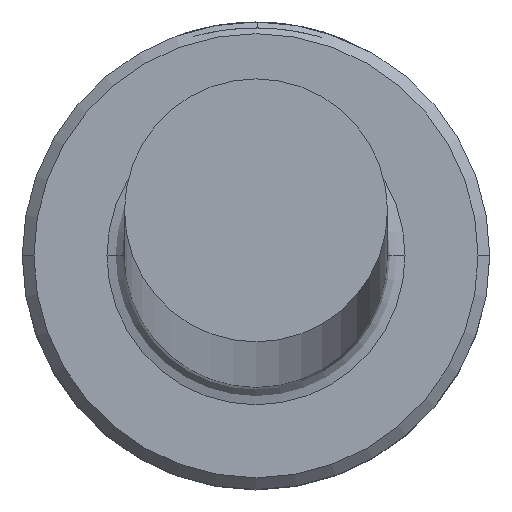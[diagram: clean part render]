
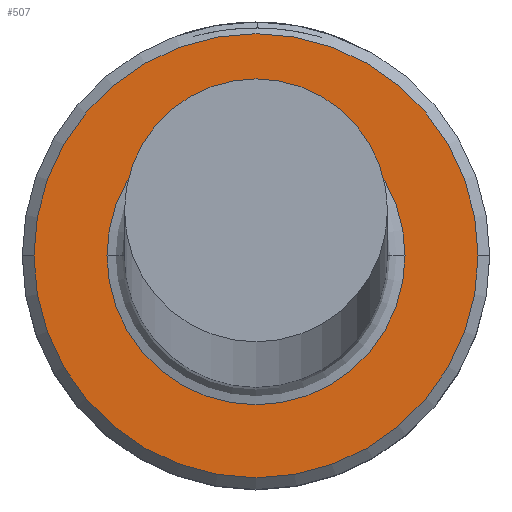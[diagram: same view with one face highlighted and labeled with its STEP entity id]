
A CAD part, top view. The second image highlights one B-rep face of the part: STEP entity #507.
In plain terms, the highlighted planar face has unit normal (0, 0, 1).
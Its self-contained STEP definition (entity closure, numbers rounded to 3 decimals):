
#1 = ORIENTED_EDGE ( 'NONE', *, *, #1044, .T. ) ;
#5 = CARTESIAN_POINT ( 'NONE',  ( 0., 0., 5. ) ) ;
#28 = ORIENTED_EDGE ( 'NONE', *, *, #903, .T. ) ;
#59 = EDGE_LOOP ( 'NONE', ( #1, #28 ) ) ;
#79 = CARTESIAN_POINT ( 'NONE',  ( -2.55, 0., 5. ) ) ;
#92 = EDGE_CURVE ( 'NONE', #557, #103, #1096, .T. ) ;
#103 = VERTEX_POINT ( 'NONE', #79 ) ;
#132 = CARTESIAN_POINT ( 'NONE',  ( 0., 0., 5. ) ) ;
#189 = CARTESIAN_POINT ( 'NONE',  ( 3.8, 0., 5. ) ) ;
#201 = EDGE_CURVE ( 'NONE', #103, #557, #876, .T. ) ;
#206 = DIRECTION ( 'NONE',  ( 0., 0., 1. ) ) ;
#229 = DIRECTION ( 'NONE',  ( 1., 0., 0. ) ) ;
#233 = ORIENTED_EDGE ( 'NONE', *, *, #92, .T. ) ;
#270 = CIRCLE ( 'NONE', #995, 3.8 ) ;
#289 = AXIS2_PLACEMENT_3D ( 'NONE', #842, #307, #925 ) ;
#294 = DIRECTION ( 'NONE',  ( 0., 0., -1. ) ) ;
#307 = DIRECTION ( 'NONE',  ( 0., 0., -1. ) ) ;
#332 = FACE_BOUND ( 'NONE', #779, .T. ) ;
#362 = CIRCLE ( 'NONE', #456, 3.8 ) ;
#366 = VERTEX_POINT ( 'NONE', #189 ) ;
#400 = ORIENTED_EDGE ( 'NONE', *, *, #201, .T. ) ;
#416 = DIRECTION ( 'NONE',  ( 0., 0., 1. ) ) ;
#456 = AXIS2_PLACEMENT_3D ( 'NONE', #132, #747, #229 ) ;
#481 = CARTESIAN_POINT ( 'NONE',  ( 0., 0., 5. ) ) ;
#507 = ADVANCED_FACE ( 'NONE', ( #821, #332 ), #730, .T. ) ;
#543 = DIRECTION ( 'NONE',  ( -1., 0., 0. ) ) ;
#557 = VERTEX_POINT ( 'NONE', #731 ) ;
#572 = CARTESIAN_POINT ( 'NONE',  ( -3.8, 0., 5. ) ) ;
#633 = AXIS2_PLACEMENT_3D ( 'NONE', #5, #206, #817 ) ;
#730 = PLANE ( 'NONE',  #633 ) ;
#731 = CARTESIAN_POINT ( 'NONE',  ( 2.55, 0., 5. ) ) ;
#747 = DIRECTION ( 'NONE',  ( 0., 0., 1. ) ) ;
#779 = EDGE_LOOP ( 'NONE', ( #400, #233 ) ) ;
#817 = DIRECTION ( 'NONE',  ( 1., 0., 0. ) ) ;
#821 = FACE_OUTER_BOUND ( 'NONE', #59, .T. ) ;
#839 = VERTEX_POINT ( 'NONE', #572 ) ;
#842 = CARTESIAN_POINT ( 'NONE',  ( 0., 0., 5. ) ) ;
#876 = CIRCLE ( 'NONE', #289, 2.55 ) ;
#903 = EDGE_CURVE ( 'NONE', #366, #839, #270, .T. ) ;
#925 = DIRECTION ( 'NONE',  ( -1., 0., 0. ) ) ;
#938 = CARTESIAN_POINT ( 'NONE',  ( 0., 0., 5. ) ) ;
#995 = AXIS2_PLACEMENT_3D ( 'NONE', #938, #416, #1023 ) ;
#1023 = DIRECTION ( 'NONE',  ( 1., 0., 0. ) ) ;
#1044 = EDGE_CURVE ( 'NONE', #839, #366, #362, .T. ) ;
#1080 = AXIS2_PLACEMENT_3D ( 'NONE', #481, #294, #543 ) ;
#1096 = CIRCLE ( 'NONE', #1080, 2.55 ) ;
